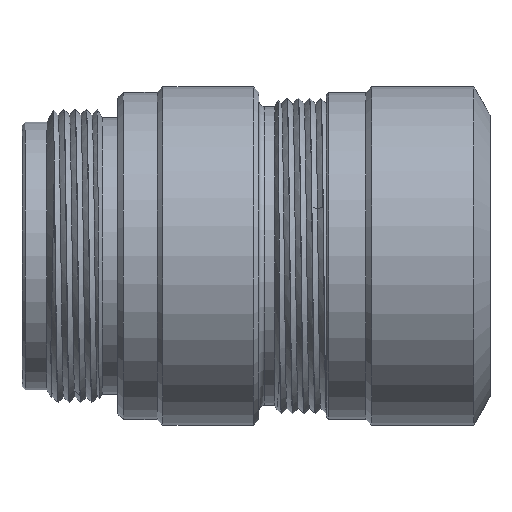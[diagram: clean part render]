
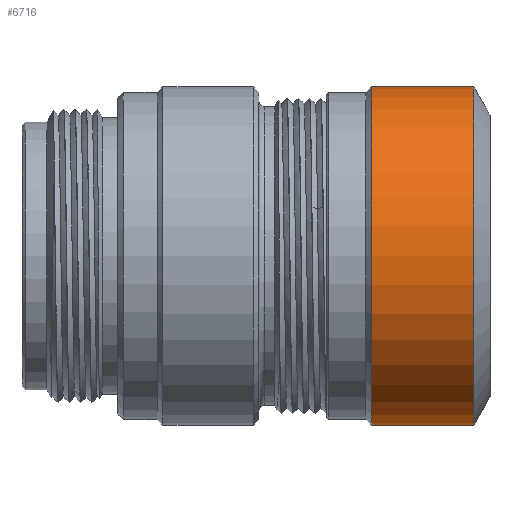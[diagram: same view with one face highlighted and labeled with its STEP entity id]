
A CAD part, top view. The second image highlights one B-rep face of the part: STEP entity #6716.
In plain terms, the highlighted cylindrical face has radius 15 mm (diameter 30 mm), a partial arc.
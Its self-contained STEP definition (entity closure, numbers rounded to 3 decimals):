
#6300=CARTESIAN_POINT('',(13.057,0.,0.));
#6301=DIRECTION('',(1.,0.,0.));
#6302=DIRECTION('',(0.,1.,0.));
#6303=AXIS2_PLACEMENT_3D('',#6300,#6301,#6302);
#6308=DIRECTION('',(-1.,0.,0.));
#6309=VECTOR('',#6308,9.057);
#6310=CARTESIAN_POINT('',(13.057,15.,0.));
#6311=LINE('14',#6310,#6309);
#6315=DIRECTION('',(-1.,0.,0.));
#6316=VECTOR('',#6315,9.057);
#6317=CARTESIAN_POINT('',(13.057,-15.,0.));
#6318=LINE('23',#6317,#6316);
#6352=CARTESIAN_POINT('',(4.,0.,0.));
#6353=DIRECTION('',(1.,0.,0.));
#6354=DIRECTION('',(0.,1.,0.));
#6355=AXIS2_PLACEMENT_3D('',#6352,#6353,#6354);
#6605=CARTESIAN_POINT('',(13.057,15.,0.));
#6607=VERTEX_POINT('',#6605);
#6608=CARTESIAN_POINT('',(4.,15.,0.));
#6609=VERTEX_POINT('',#6608);
#6617=CARTESIAN_POINT('',(13.057,-15.,0.));
#6619=VERTEX_POINT('',#6617);
#6620=CARTESIAN_POINT('',(4.,-15.,0.));
#6621=VERTEX_POINT('',#6620);
#6702=CARTESIAN_POINT('',(-0.725,0.,0.));
#6703=DIRECTION('',(1.,0.,0.));
#6704=DIRECTION('',(0.,-1.,0.));
#6705=AXIS2_PLACEMENT_3D('',#6702,#6703,#6704);
#6706=CYLINDRICAL_SURFACE('34',#6705,15.);
#6708=ORIENTED_EDGE('14',*,*,#6707,.F.);
#6709=ORIENTED_EDGE('35',*,*,#6697,.T.);
#6711=ORIENTED_EDGE('23',*,*,#6710,.T.);
#6713=ORIENTED_EDGE('37',*,*,#6712,.F.);
#6714=EDGE_LOOP('34',(#6708,#6709,#6711,#6713));
#6715=FACE_OUTER_BOUND('34',#6714,.F.);
#6304=CIRCLE('35',#6303,15.);
#6356=CIRCLE('37',#6355,15.);
#6697=EDGE_CURVE('35',#6607,#6619,#6304,.T.);
#6707=EDGE_CURVE('14',#6607,#6609,#6311,.T.);
#6710=EDGE_CURVE('23',#6619,#6621,#6318,.T.);
#6712=EDGE_CURVE('37',#6609,#6621,#6356,.T.);
#6716=ADVANCED_FACE('34',(#6715),#6706,.T.);
